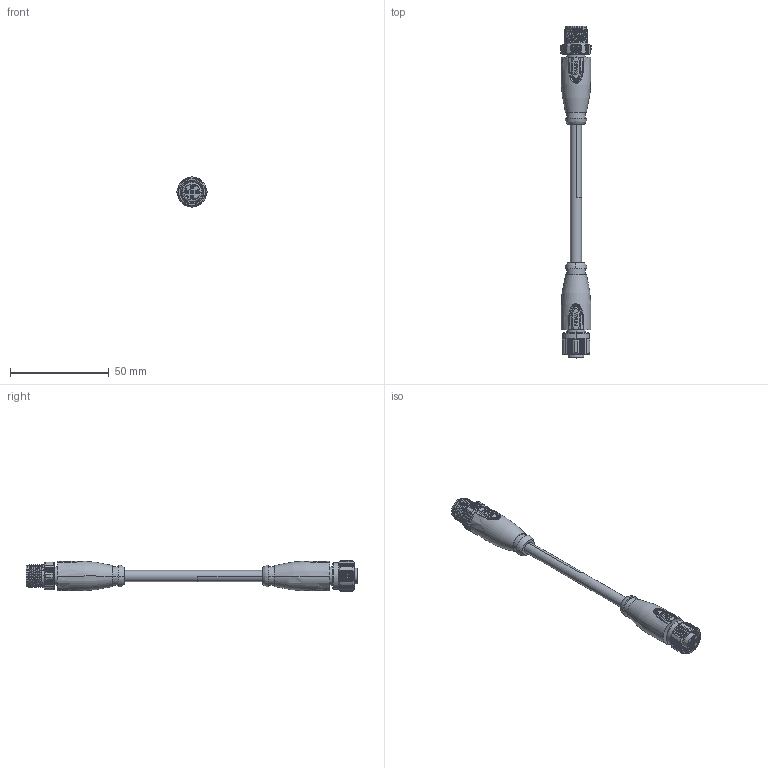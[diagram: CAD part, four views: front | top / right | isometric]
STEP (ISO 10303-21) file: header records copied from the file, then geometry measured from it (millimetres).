
FILE_DESCRIPTION((''),'2;1');
FILE_NAME('3D_1630055004041_M12-M05A-T_F05','2023-12-12T',('lian.chen'),(''),'PRO/ENGINEER BY PARAMETRIC TECHNOLOGY CORPORATION, 2012480','PRO/ENGINEER BY PARAMETRIC TECHNOLOGY CORPORATION, 2012480','');
FILE_SCHEMA(('CONFIG_CONTROL_DESIGN'));
Length unit declared in the file: inch
Products named in the file (1): 3D_1630055004041_M12-M05A-T_F05
Bounding box: 15.2 x 167.9 x 15.2 mm (x, y, z)
Volume: 14133.6 mm3; surface area: 8532.6 mm2
Topology: 1 solids, 1 shells, 993 faces, 2826 edges, 1875 vertices
Faces by surface type: plane 505, cylinder 323, extrusion 54, cone 44, bspline 38, revolution 13, torus 10, sphere 6
Entity records: 44607 total; most frequent: CARTESIAN_POINT 20140, ORIENTED_EDGE 5622, DIRECTION 4387, EDGE_CURVE 2811, VERTEX_POINT 1875, AXIS2_PLACEMENT_3D 1643, B_SPLINE_CURVE_WITH_KNOTS 1089, VECTOR 1088
